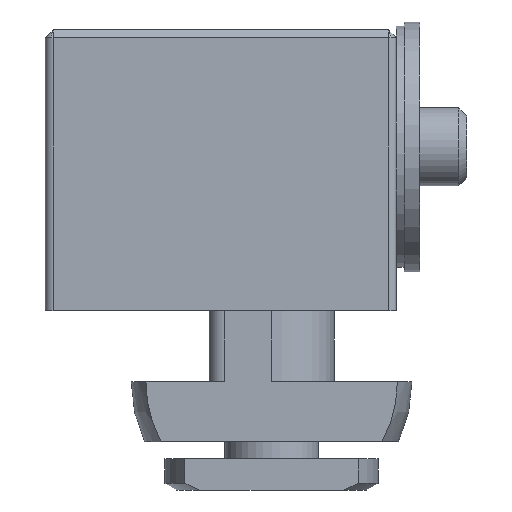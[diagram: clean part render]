
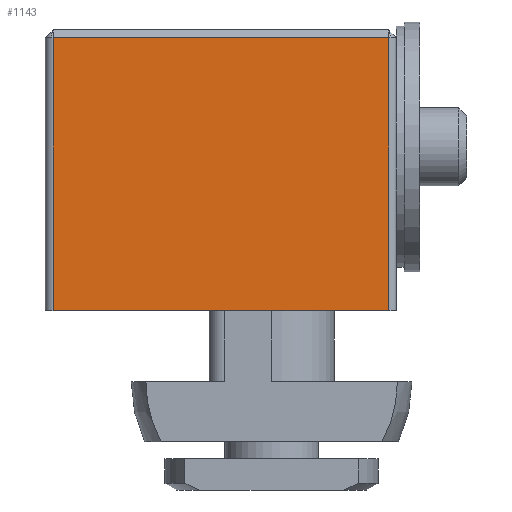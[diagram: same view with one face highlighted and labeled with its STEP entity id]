
A CAD part, left-side view. The second image highlights one B-rep face of the part: STEP entity #1143.
In plain terms, the highlighted planar face has unit normal (-1, 0, 0).
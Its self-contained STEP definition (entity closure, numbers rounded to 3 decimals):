
#147=LINE('',#1895,#215);
#155=LINE('',#1919,#223);
#156=LINE('',#1922,#224);
#157=LINE('',#1932,#225);
#215=VECTOR('',#1525,21.5);
#223=VECTOR('',#1559,17.5);
#224=VECTOR('',#1562,17.5);
#225=VECTOR('',#1577,21.5);
#255=PLANE('',#1270);
#321=FACE_OUTER_BOUND('',#409,.T.);
#409=EDGE_LOOP('',(#985,#986,#987,#988));
#596=VERTEX_POINT('',#1882);
#600=VERTEX_POINT('',#1893);
#603=VERTEX_POINT('',#1917);
#604=VERTEX_POINT('',#1921);
#729=EDGE_CURVE('',#600,#596,#147,.T.);
#742=EDGE_CURVE('',#603,#600,#155,.T.);
#743=EDGE_CURVE('',#596,#604,#156,.T.);
#747=EDGE_CURVE('',#603,#604,#157,.T.);
#985=ORIENTED_EDGE('',*,*,#729,.F.);
#986=ORIENTED_EDGE('',*,*,#742,.F.);
#987=ORIENTED_EDGE('',*,*,#747,.T.);
#988=ORIENTED_EDGE('',*,*,#743,.F.);
#1143=ADVANCED_FACE('',(#321),#255,.T.);
#1270=AXIS2_PLACEMENT_3D('',#1931,#1575,#1576);
#1525=DIRECTION('',(0.,-1.,0.));
#1559=DIRECTION('',(0.,0.,1.));
#1562=DIRECTION('',(0.,0.,-1.));
#1575=DIRECTION('center_axis',(-1.,0.,0.));
#1576=DIRECTION('ref_axis',(0.,0.,1.));
#1577=DIRECTION('',(0.,-1.,0.));
#1882=CARTESIAN_POINT('',(-7.5,-10.75,-0.5));
#1893=CARTESIAN_POINT('',(-7.5,10.75,-0.5));
#1895=CARTESIAN_POINT('',(-7.5,5.625,-0.5));
#1917=CARTESIAN_POINT('',(-7.5,10.75,-18.));
#1919=CARTESIAN_POINT('',(-7.5,10.75,0.));
#1921=CARTESIAN_POINT('',(-7.5,-10.75,-18.));
#1922=CARTESIAN_POINT('',(-7.5,-10.75,0.));
#1931=CARTESIAN_POINT('Origin',(-7.5,11.25,0.));
#1932=CARTESIAN_POINT('',(-7.5,-11.25,-18.));
